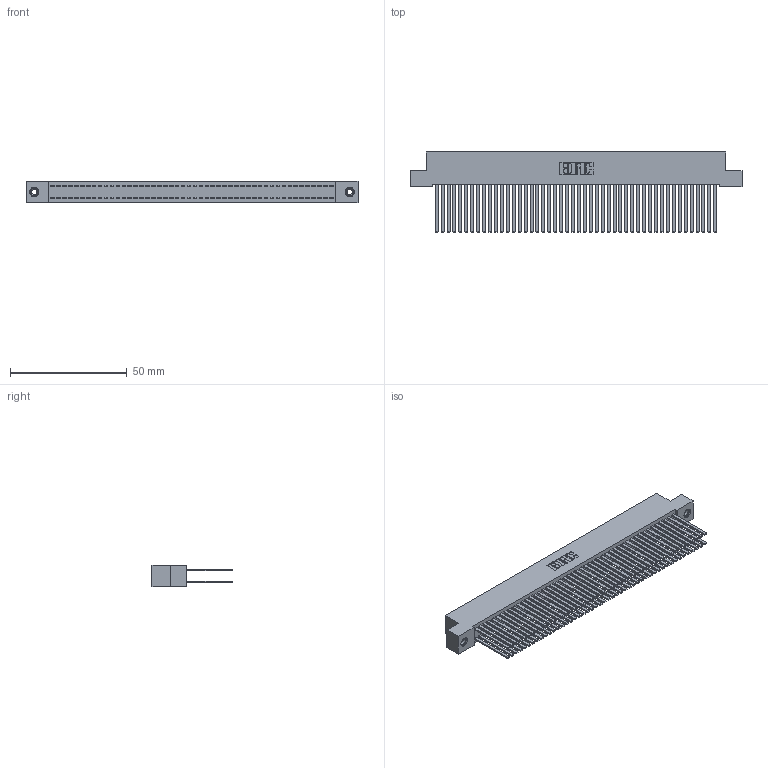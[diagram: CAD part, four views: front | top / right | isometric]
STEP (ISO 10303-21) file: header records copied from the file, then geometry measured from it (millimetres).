
FILE_DESCRIPTION (( 'STEP AP203' ), '1' );
FILE_NAME ('392-096-544-208.STEP', '2019-10-09T19:57:32', ( '' ), ( '' ), 'SwSTEP 2.0', 'SolidWorks 2016', '' );
FILE_SCHEMA (( 'CONFIG_CONTROL_DESIGN' ));
Length unit declared in the file: inch
Products named in the file (4): 345-292-001_345-293-144; 345-250-001_345-250-003-102; 392-096-544-208; 342 Part_TI
Assembly tree (99 placements, depth 2):
  392-096-544-208
    342 Part_TI
    345-292-001_345-293-144  x96
    345-250-001_345-250-003-102  x2
Bounding box: 142.24 x 34.3 x 9.4 mm (x, y, z)
Volume: 14148.7 mm3; surface area: 26915.5 mm2
Topology: 99 solids, 99 shells, 4586 faces, 13587 edges, 8922 vertices
Faces by surface type: plane 3170, cylinder 1400, cone 12, torus 4
Entity records: 30974 total; most frequent: CARTESIAN_POINT 5105, ORIENTED_EDGE 5034, DIRECTION 4379, EDGE_CURVE 2517, VECTOR 2373, LINE 2373, VERTEX_POINT 1672, AXIS2_PLACEMENT_3D 1003
